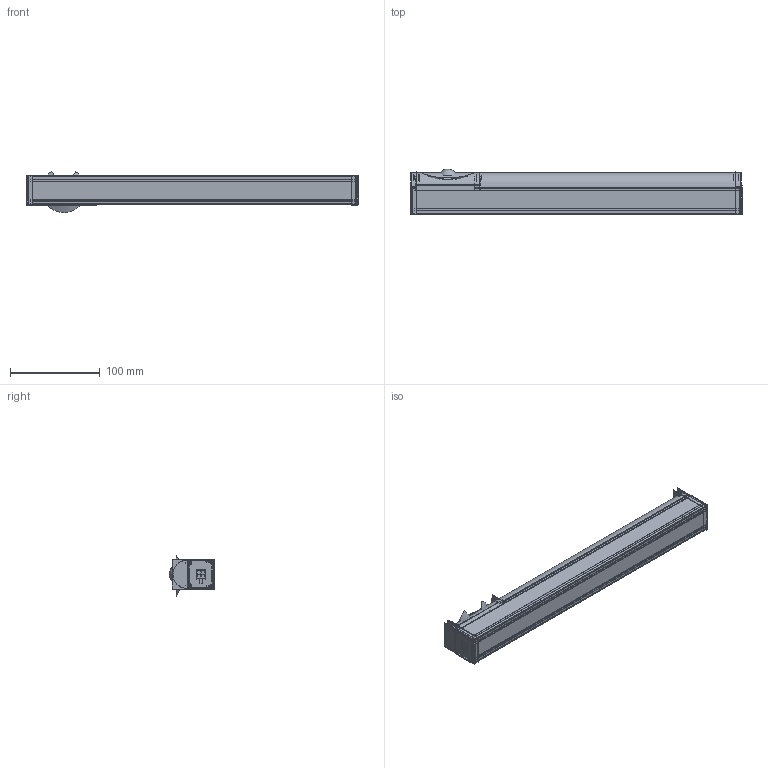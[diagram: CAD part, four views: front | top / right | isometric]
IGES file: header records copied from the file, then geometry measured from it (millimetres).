
Start section:  PTC IGES file: 190872.igs
Global section: file name: 190872.igs; native system: Creo Parametric by Parametric Technology Corporation; preprocessor: 2013230; author: pdmadmin; organization: Unknown; date: 20151202.112619; units: millimetre
Bounding box: 370.24 x 51.11 x 45.91 mm (x, y, z)
Volume: 117509.1 mm3; surface area: 838363.3 mm2
Topology: 16 solids, 16 shells, 3392 faces, 18089 edges, 23163 vertices
Faces by surface type: revolution 1748, bspline 1644
